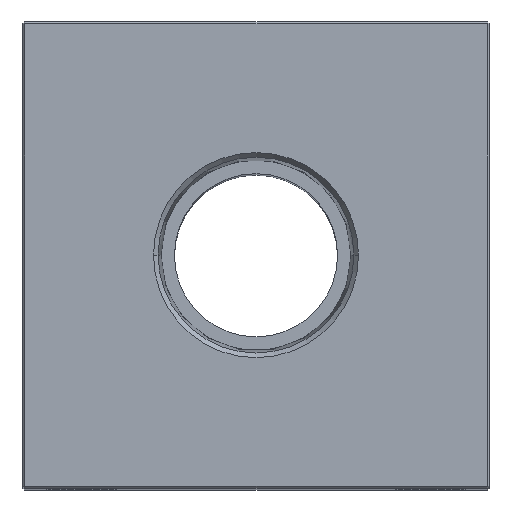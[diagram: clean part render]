
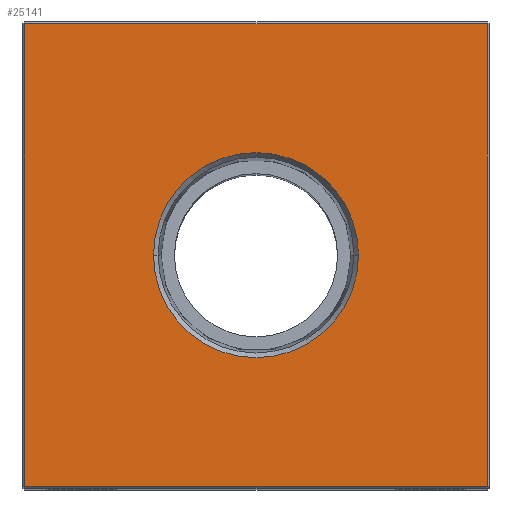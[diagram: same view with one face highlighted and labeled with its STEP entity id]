
A CAD part, top view. The second image highlights one B-rep face of the part: STEP entity #25141.
In plain terms, the highlighted planar face has unit normal (0, 0, 1).
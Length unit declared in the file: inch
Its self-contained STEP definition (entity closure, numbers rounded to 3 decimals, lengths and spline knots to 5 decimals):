
#186 = CARTESIAN_POINT ( 'NONE',  ( 1.24, -1.24, 5.5 ) ) ;
#501 = DIRECTION ( 'NONE',  ( 1., 0., 0. ) ) ;
#756 = LINE ( 'NONE', #14145, #13798 ) ;
#941 = CIRCLE ( 'NONE', #14212, 0.5499 ) ;
#2108 = VECTOR ( 'NONE', #30462, 39.37008 ) ;
#2458 = CARTESIAN_POINT ( 'NONE',  ( 0.5499, 0., 5.5 ) ) ;
#2554 = CARTESIAN_POINT ( 'NONE',  ( 0., 0., 5.5 ) ) ;
#3205 = VERTEX_POINT ( 'NONE', #2458 ) ;
#3325 = VECTOR ( 'NONE', #501, 39.37008 ) ;
#4118 = LINE ( 'NONE', #25077, #3325 ) ;
#5014 = DIRECTION ( 'NONE',  ( 1., 0., 0. ) ) ;
#6147 = EDGE_CURVE ( 'NONE', #14506, #13109, #28217, .T. ) ;
#7056 = EDGE_LOOP ( 'NONE', ( #16242, #27622, #19804, #8690 ) ) ;
#7298 = CARTESIAN_POINT ( 'NONE',  ( -0.5499, 0., 5.5 ) ) ;
#7383 = VECTOR ( 'NONE', #27186, 39.37008 ) ;
#7549 = CARTESIAN_POINT ( 'NONE',  ( 0., 1.24, 5.5 ) ) ;
#8690 = ORIENTED_EDGE ( 'NONE', *, *, #19347, .T. ) ;
#8944 = CARTESIAN_POINT ( 'NONE',  ( -1.24, -1.24, 5.5 ) ) ;
#9117 = DIRECTION ( 'NONE',  ( 0., -1., 0. ) ) ;
#9663 = DIRECTION ( 'NONE',  ( 0., 0., -1. ) ) ;
#9929 = ORIENTED_EDGE ( 'NONE', *, *, #19244, .F. ) ;
#10993 = ORIENTED_EDGE ( 'NONE', *, *, #25517, .F. ) ;
#11284 = EDGE_LOOP ( 'NONE', ( #10993, #9929 ) ) ;
#11350 = FACE_OUTER_BOUND ( 'NONE', #7056, .T. ) ;
#13109 = VERTEX_POINT ( 'NONE', #21892 ) ;
#13330 = EDGE_CURVE ( 'NONE', #14730, #14506, #4118, .T. ) ;
#13798 = VECTOR ( 'NONE', #9117, 39.37008 ) ;
#13870 = CARTESIAN_POINT ( 'NONE',  ( 0., 0., 5.5 ) ) ;
#14145 = CARTESIAN_POINT ( 'NONE',  ( -1.24, 0., 5.5 ) ) ;
#14212 = AXIS2_PLACEMENT_3D ( 'NONE', #2554, #19740, #5014 ) ;
#14506 = VERTEX_POINT ( 'NONE', #186 ) ;
#14730 = VERTEX_POINT ( 'NONE', #8944 ) ;
#16242 = ORIENTED_EDGE ( 'NONE', *, *, #29803, .T. ) ;
#16371 = DIRECTION ( 'NONE',  ( 1., 0., 0. ) ) ;
#17899 = FACE_BOUND ( 'NONE', #11284, .T. ) ;
#18245 = CARTESIAN_POINT ( 'NONE',  ( 1.24, 0., 5.5 ) ) ;
#18623 = AXIS2_PLACEMENT_3D ( 'NONE', #13870, #31077, #16371 ) ;
#19244 = EDGE_CURVE ( 'NONE', #25219, #3205, #19318, .T. ) ;
#19314 = VERTEX_POINT ( 'NONE', #22269 ) ;
#19318 = CIRCLE ( 'NONE', #18623, 0.5499 ) ;
#19347 = EDGE_CURVE ( 'NONE', #13109, #19314, #26238, .T. ) ;
#19613 = AXIS2_PLACEMENT_3D ( 'NONE', #24390, #9663, #26849 ) ;
#19740 = DIRECTION ( 'NONE',  ( 0., 0., 1. ) ) ;
#19804 = ORIENTED_EDGE ( 'NONE', *, *, #6147, .T. ) ;
#21892 = CARTESIAN_POINT ( 'NONE',  ( 1.24, 1.24, 5.5 ) ) ;
#22269 = CARTESIAN_POINT ( 'NONE',  ( -1.24, 1.24, 5.5 ) ) ;
#24390 = CARTESIAN_POINT ( 'NONE',  ( 0., 0., 5.5 ) ) ;
#25077 = CARTESIAN_POINT ( 'NONE',  ( 0., -1.24, 5.5 ) ) ;
#25141 = ADVANCED_FACE ( 'NONE', ( #11350, #17899 ), #29184, .F. ) ;
#25219 = VERTEX_POINT ( 'NONE', #7298 ) ;
#25517 = EDGE_CURVE ( 'NONE', #3205, #25219, #941, .T. ) ;
#26238 = LINE ( 'NONE', #7549, #7383 ) ;
#26849 = DIRECTION ( 'NONE',  ( -1., 0., 0. ) ) ;
#27186 = DIRECTION ( 'NONE',  ( -1., 0., 0. ) ) ;
#27622 = ORIENTED_EDGE ( 'NONE', *, *, #13330, .T. ) ;
#28217 = LINE ( 'NONE', #18245, #2108 ) ;
#29184 = PLANE ( 'NONE',  #19613 ) ;
#29803 = EDGE_CURVE ( 'NONE', #19314, #14730, #756, .T. ) ;
#30462 = DIRECTION ( 'NONE',  ( 0., 1., 0. ) ) ;
#31077 = DIRECTION ( 'NONE',  ( 0., 0., 1. ) ) ;
